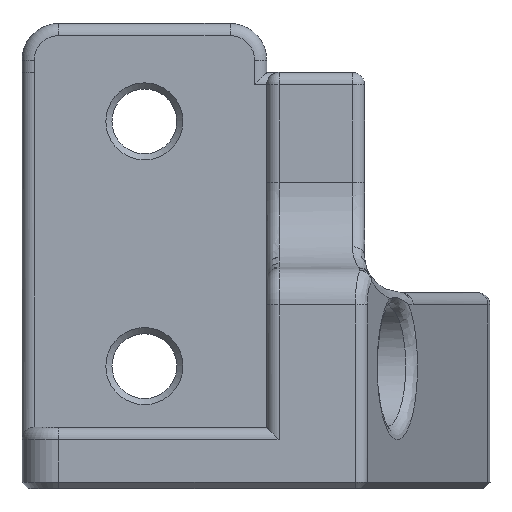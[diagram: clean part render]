
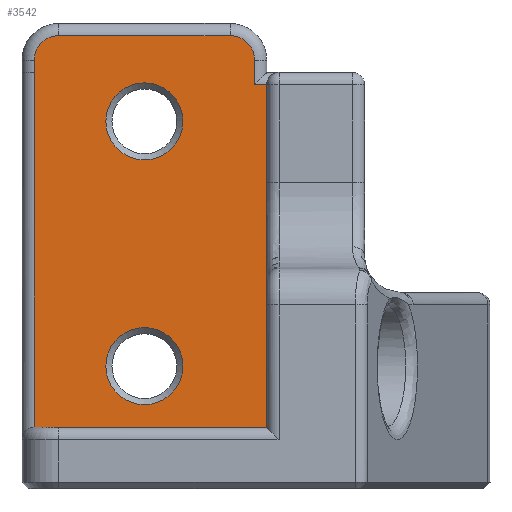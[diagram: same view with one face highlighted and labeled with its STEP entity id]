
A CAD part, left-side view. The second image highlights one B-rep face of the part: STEP entity #3542.
In plain terms, the highlighted planar face has unit normal (-1, 0, 0).
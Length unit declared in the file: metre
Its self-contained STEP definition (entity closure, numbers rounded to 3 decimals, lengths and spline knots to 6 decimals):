
#374=CIRCLE('',#3797,0.002);
#375=CIRCLE('',#3798,0.002);
#376=CIRCLE('',#3799,0.00315);
#377=CIRCLE('',#3800,0.00315);
#591=ORIENTED_EDGE('',*,*,#1699,.F.);
#592=ORIENTED_EDGE('',*,*,#1700,.T.);
#593=ORIENTED_EDGE('',*,*,#1701,.T.);
#594=ORIENTED_EDGE('',*,*,#1702,.T.);
#595=ORIENTED_EDGE('',*,*,#1703,.T.);
#596=ORIENTED_EDGE('',*,*,#1704,.T.);
#597=ORIENTED_EDGE('',*,*,#1705,.T.);
#598=ORIENTED_EDGE('',*,*,#1706,.F.);
#599=ORIENTED_EDGE('',*,*,#1707,.F.);
#600=ORIENTED_EDGE('',*,*,#1708,.T.);
#601=ORIENTED_EDGE('',*,*,#1709,.T.);
#1699=EDGE_CURVE('',#2253,#2254,#2588,.T.);
#1700=EDGE_CURVE('',#2253,#2255,#2589,.T.);
#1701=EDGE_CURVE('',#2255,#2256,#2590,.T.);
#1702=EDGE_CURVE('',#2256,#2257,#374,.T.);
#1703=EDGE_CURVE('',#2257,#2258,#2591,.F.);
#1704=EDGE_CURVE('',#2258,#2259,#375,.T.);
#1705=EDGE_CURVE('',#2259,#2260,#2592,.F.);
#1706=EDGE_CURVE('',#2261,#2260,#2593,.T.);
#1707=EDGE_CURVE('',#2254,#2261,#2594,.F.);
#1708=EDGE_CURVE('',#2262,#2262,#376,.F.);
#1709=EDGE_CURVE('',#2263,#2263,#377,.F.);
#2253=VERTEX_POINT('',#5281);
#2254=VERTEX_POINT('',#5282);
#2255=VERTEX_POINT('',#5284);
#2256=VERTEX_POINT('',#5286);
#2257=VERTEX_POINT('',#5288);
#2258=VERTEX_POINT('',#5290);
#2259=VERTEX_POINT('',#5292);
#2260=VERTEX_POINT('',#5294);
#2261=VERTEX_POINT('',#5296);
#2262=VERTEX_POINT('',#5299);
#2263=VERTEX_POINT('',#5301);
#2588=LINE('',#5280,#2779);
#2589=LINE('',#5283,#2780);
#2590=LINE('',#5285,#2781);
#2591=LINE('',#5289,#2782);
#2592=LINE('',#5293,#2783);
#2593=LINE('',#5295,#2784);
#2594=LINE('',#5297,#2785);
#2779=VECTOR('',#4232,1.);
#2780=VECTOR('',#4233,1.);
#2781=VECTOR('',#4234,1.);
#2782=VECTOR('',#4237,1.);
#2783=VECTOR('',#4240,1.);
#2784=VECTOR('',#4241,1.);
#2785=VECTOR('',#4242,1.);
#2967=EDGE_LOOP('',(#591,#592,#593,#594,#595,#596,#597,#598,#599));
#2968=EDGE_LOOP('',(#600));
#2969=EDGE_LOOP('',(#601));
#3239=FACE_BOUND('',#2967,.T.);
#3240=FACE_BOUND('',#2968,.T.);
#3241=FACE_BOUND('',#2969,.T.);
#3512=PLANE('',#3796);
#3542=ADVANCED_FACE('',(#3239,#3240,#3241),#3512,.T.);
#3796=AXIS2_PLACEMENT_3D('',#5279,#4230,#4231);
#3797=AXIS2_PLACEMENT_3D('',#5287,#4235,#4236);
#3798=AXIS2_PLACEMENT_3D('',#5291,#4238,#4239);
#3799=AXIS2_PLACEMENT_3D('',#5298,#4243,#4244);
#3800=AXIS2_PLACEMENT_3D('',#5300,#4245,#4246);
#4230=DIRECTION('',(-1.,0.,0.));
#4231=DIRECTION('',(0.,0.,-1.));
#4232=DIRECTION('',(0.,0.,-1.));
#4233=DIRECTION('',(0.,1.,0.));
#4234=DIRECTION('',(0.,0.,1.));
#4235=DIRECTION('',(-1.,0.,0.));
#4236=DIRECTION('',(0.,0.,-1.));
#4237=DIRECTION('',(0.,-1.,0.));
#4238=DIRECTION('',(-1.,0.,0.));
#4239=DIRECTION('',(0.,0.,-1.));
#4240=DIRECTION('',(0.,0.,1.));
#4241=DIRECTION('',(0.,0.,1.));
#4242=DIRECTION('',(0.,-1.,0.));
#4243=DIRECTION('',(-1.,0.,0.));
#4244=DIRECTION('',(0.,0.,-1.));
#4245=DIRECTION('',(-1.,0.,0.));
#4246=DIRECTION('',(0.,0.,-1.));
#5279=CARTESIAN_POINT('',(0.002551,0.015,0.00701));
#5280=CARTESIAN_POINT('',(0.002551,-0.005,0.00701));
#5281=CARTESIAN_POINT('',(0.002551,-0.005,0.03501));
#5282=CARTESIAN_POINT('',(0.002551,-0.005,0.00701));
#5283=CARTESIAN_POINT('',(0.002551,0.015,0.03501));
#5284=CARTESIAN_POINT('',(0.002551,-0.004,0.03501));
#5285=CARTESIAN_POINT('',(0.002551,-0.004,0.03701));
#5286=CARTESIAN_POINT('',(0.002551,-0.004,0.03701));
#5287=CARTESIAN_POINT('',(0.002551,-0.002,0.03701));
#5288=CARTESIAN_POINT('',(0.002551,-0.002,0.03901));
#5289=CARTESIAN_POINT('',(0.002551,0.015,0.03901));
#5290=CARTESIAN_POINT('',(0.002551,0.012,0.03901));
#5291=CARTESIAN_POINT('',(0.002551,0.012,0.03701));
#5292=CARTESIAN_POINT('',(0.002551,0.014,0.03701));
#5293=CARTESIAN_POINT('',(0.002551,0.014,0.00701));
#5294=CARTESIAN_POINT('',(0.002551,0.014,0.03601));
#5295=CARTESIAN_POINT('',(0.002551,0.014,0.00701));
#5296=CARTESIAN_POINT('',(0.002551,0.014,0.00701));
#5297=CARTESIAN_POINT('',(0.002551,-0.004125,0.00701));
#5298=CARTESIAN_POINT('',(0.002551,0.005,0.01201));
#5299=CARTESIAN_POINT('',(0.002551,0.005,0.00886));
#5300=CARTESIAN_POINT('',(0.002551,0.005,0.03201));
#5301=CARTESIAN_POINT('',(0.002551,0.005,0.02886));
